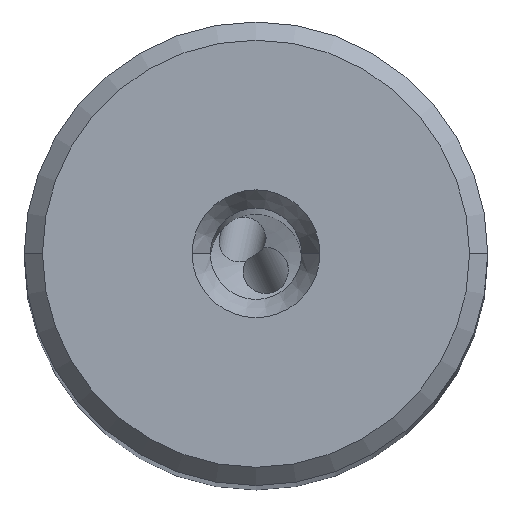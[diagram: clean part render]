
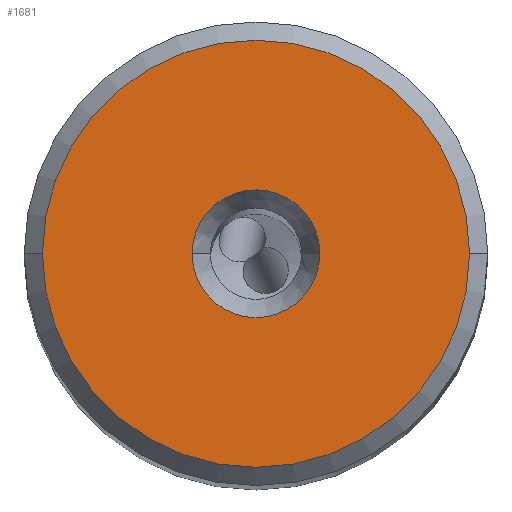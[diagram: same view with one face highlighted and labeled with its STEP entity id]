
A CAD part, top view. The second image highlights one B-rep face of the part: STEP entity #1681.
In plain terms, the highlighted planar face has unit normal (0, 0, 1).
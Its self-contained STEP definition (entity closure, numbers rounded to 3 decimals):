
#1681=ADVANCED_FACE('',(#2162,#2163),#2037,.T.);
#2037=PLANE('',#6947);
#2162=FACE_BOUND('',#2194,.T.);
#2163=FACE_BOUND('',#2195,.T.);
#2194=EDGE_LOOP('',(#2566,#2567,#2568,#2569));
#2195=EDGE_LOOP('',(#2570,#2571));
#2566=ORIENTED_EDGE('',*,*,#5344,.F.);
#2567=ORIENTED_EDGE('',*,*,#5345,.F.);
#2568=ORIENTED_EDGE('',*,*,#5346,.F.);
#2569=ORIENTED_EDGE('',*,*,#5347,.F.);
#2570=ORIENTED_EDGE('',*,*,#5348,.F.);
#2571=ORIENTED_EDGE('',*,*,#5349,.F.);
#4646=VERTEX_POINT('',#9646);
#4647=VERTEX_POINT('',#9647);
#4648=VERTEX_POINT('',#9649);
#4649=VERTEX_POINT('',#9651);
#4650=VERTEX_POINT('',#9654);
#4651=VERTEX_POINT('',#9655);
#5344=EDGE_CURVE('',#4646,#4647,#6384,.T.);
#5345=EDGE_CURVE('',#4648,#4646,#6385,.T.);
#5346=EDGE_CURVE('',#4649,#4648,#6386,.T.);
#5347=EDGE_CURVE('',#4647,#4649,#6387,.T.);
#5348=EDGE_CURVE('',#4650,#4651,#6388,.T.);
#5349=EDGE_CURVE('',#4651,#4650,#6389,.T.);
#6384=CIRCLE('',#6941,11.7);
#6385=CIRCLE('',#6942,11.7);
#6386=CIRCLE('',#6943,11.7);
#6387=CIRCLE('',#6944,11.7);
#6388=CIRCLE('',#6945,3.5);
#6389=CIRCLE('',#6946,3.5);
#6941=AXIS2_PLACEMENT_3D('',#9645,#7748,#7749);
#6942=AXIS2_PLACEMENT_3D('',#9648,#7750,#7751);
#6943=AXIS2_PLACEMENT_3D('',#9650,#7752,#7753);
#6944=AXIS2_PLACEMENT_3D('',#9652,#7754,#7755);
#6945=AXIS2_PLACEMENT_3D('',#9653,#7756,#7757);
#6946=AXIS2_PLACEMENT_3D('',#9656,#7758,#7759);
#6947=AXIS2_PLACEMENT_3D('',#9657,#7760,#7761);
#7748=DIRECTION('',(0.,0.,-1.));
#7749=DIRECTION('',(0.,-1.,0.));
#7750=DIRECTION('',(0.,0.,-1.));
#7751=DIRECTION('',(1.,0.,0.));
#7752=DIRECTION('',(0.,0.,-1.));
#7753=DIRECTION('',(0.,1.,0.));
#7754=DIRECTION('',(0.,0.,-1.));
#7755=DIRECTION('',(-1.,0.,0.));
#7756=DIRECTION('',(0.,0.,1.));
#7757=DIRECTION('',(1.,0.,0.));
#7758=DIRECTION('',(0.,0.,1.));
#7759=DIRECTION('',(-1.,0.,0.));
#7760=DIRECTION('',(0.,0.,1.));
#7761=DIRECTION('',(1.,0.,0.));
#9645=CARTESIAN_POINT('',(0.,0.,0.));
#9646=CARTESIAN_POINT('',(0.,-11.7,0.));
#9647=CARTESIAN_POINT('',(-11.7,0.,0.));
#9648=CARTESIAN_POINT('',(0.,0.,0.));
#9649=CARTESIAN_POINT('',(11.7,0.,0.));
#9650=CARTESIAN_POINT('',(0.,0.,0.));
#9651=CARTESIAN_POINT('',(0.,11.7,0.));
#9652=CARTESIAN_POINT('',(0.,0.,0.));
#9653=CARTESIAN_POINT('',(0.,0.,0.));
#9654=CARTESIAN_POINT('',(3.5,0.,0.));
#9655=CARTESIAN_POINT('',(-3.5,0.,0.));
#9656=CARTESIAN_POINT('',(0.,0.,0.));
#9657=CARTESIAN_POINT('',(0.,0.,0.));
